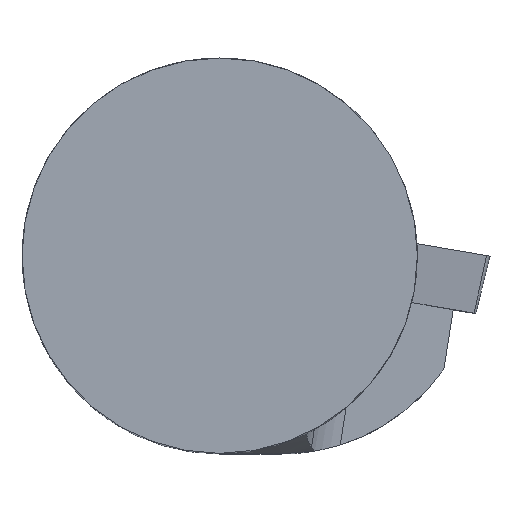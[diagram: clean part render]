
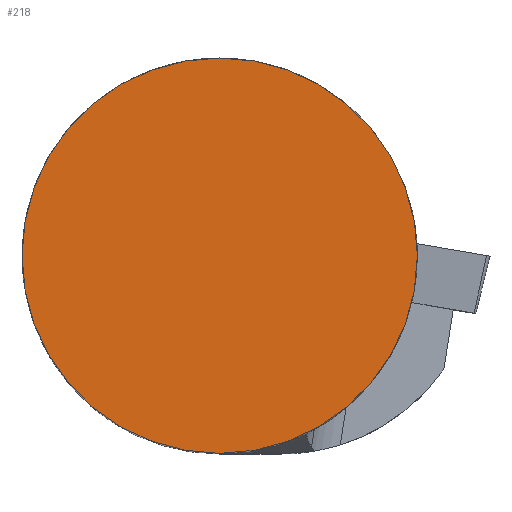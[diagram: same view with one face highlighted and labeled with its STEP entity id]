
A CAD part, top view. The second image highlights one B-rep face of the part: STEP entity #218.
In plain terms, the highlighted planar face has unit normal (0, 0, 1).
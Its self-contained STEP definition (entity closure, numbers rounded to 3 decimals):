
#130=PLANE('',#1155);
#170=FACE_OUTER_BOUND('',#315,.T.);
#218=ADVANCED_FACE('',(#170),#130,.T.);
#315=EDGE_LOOP('',(#609));
#369=CIRCLE('',#1081,16.);
#609=ORIENTED_EDGE('',*,*,#776,.F.);
#685=VERTEX_POINT('',#1553);
#776=EDGE_CURVE('',#685,#685,#369,.T.);
#1081=AXIS2_PLACEMENT_3D('',#1552,#1214,#1215);
#1155=AXIS2_PLACEMENT_3D('',#1774,#1402,#1403);
#1214=DIRECTION('',(0.,0.,-1.));
#1215=DIRECTION('',(1.,0.,0.));
#1402=DIRECTION('',(0.,0.,1.));
#1403=DIRECTION('',(1.,0.,0.));
#1552=CARTESIAN_POINT('',(0.,0.,0.));
#1553=CARTESIAN_POINT('',(16.,0.,0.));
#1774=CARTESIAN_POINT('',(0.,0.,0.));
